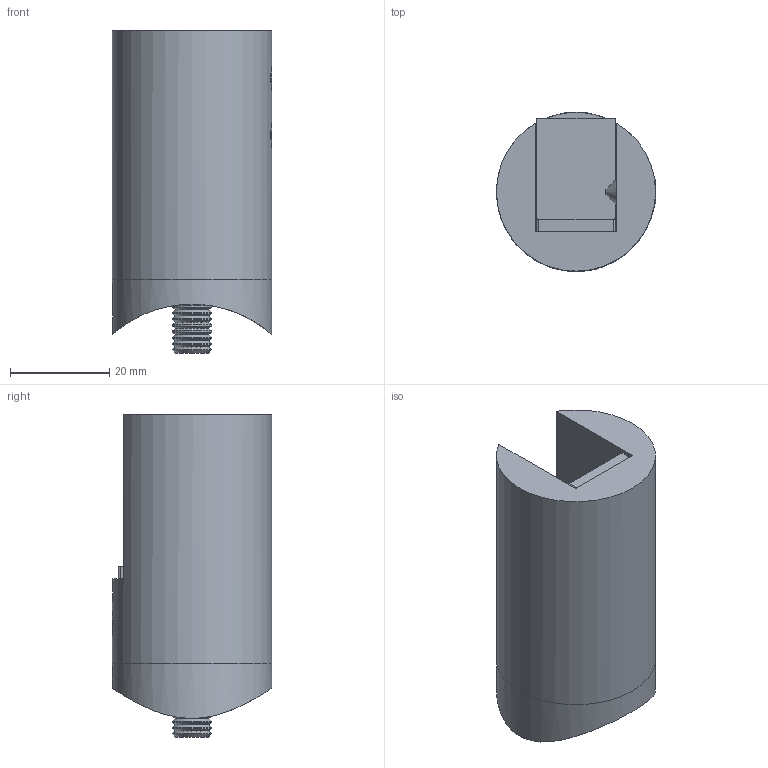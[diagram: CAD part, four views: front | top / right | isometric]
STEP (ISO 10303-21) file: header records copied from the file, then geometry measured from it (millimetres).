
FILE_DESCRIPTION (( 'STEP AP203' ), '1' );
FILE_NAME ('60303-240L.step', '2021-11-26T09:20:49', ( '' ), ( '' ), 'SwSTEP 2.0', 'SolidWorks 2018', '' );
FILE_SCHEMA (( 'CONFIG_CONTROL_DESIGN' ));
Length unit declared in the file: millimetre
Products named in the file (17): DIN914_DIN 914 M6x6; socket countersunk head screw_din; 60303-240L; 6030X-240X Teil3_6030X-240X Teil3; 6030X-240X Teil1; socket set screw cone point_din_DIN 914 - M6 x 10-S; DIN914; 6030X-240X Teil4; socket set screw cone point_din; 6030X-240X Teil3; 6030X-240X Teil2; 6030X-240X Teil4_60303-240L Teil4; 6030X-240X Teil1_6030X-240L Teil1; 6030X-240X Teil2_6030X-240X Teil2; socket countersunk head screw_din_DIN 7991 - M8 x 25 --- 25S
Assembly tree (9 placements, depth 2):
  socket countersunk head screw_din
  60303-240L
    DIN914
  6030X-240X Teil1
  6030X-240X Teil4
  socket set screw cone point_din
Bounding box: 32 x 32 x 64.85 mm (x, y, z)
Volume: 32394.2 mm3; surface area: 16863.6 mm2
Topology: 8 solids, 8 shells, 434 faces, 1056 edges, 669 vertices
Faces by surface type: plane 181, bspline 118, cone 81, cylinder 53, torus 1
Full cylindrical faces by diameter (mm): 5 x3, 6 x17, 8 x16, 8.5 x1, 15.57 x1, 20 x3, 25 x1, 32 x2
Entity records: 20828 total; most frequent: CARTESIAN_POINT 11064, ORIENTED_EDGE 1730, DIRECTION 1338, EDGE_CURVE 865, VERTEX_POINT 611, EDGE_LOOP 536, LINE 496, VECTOR 496
